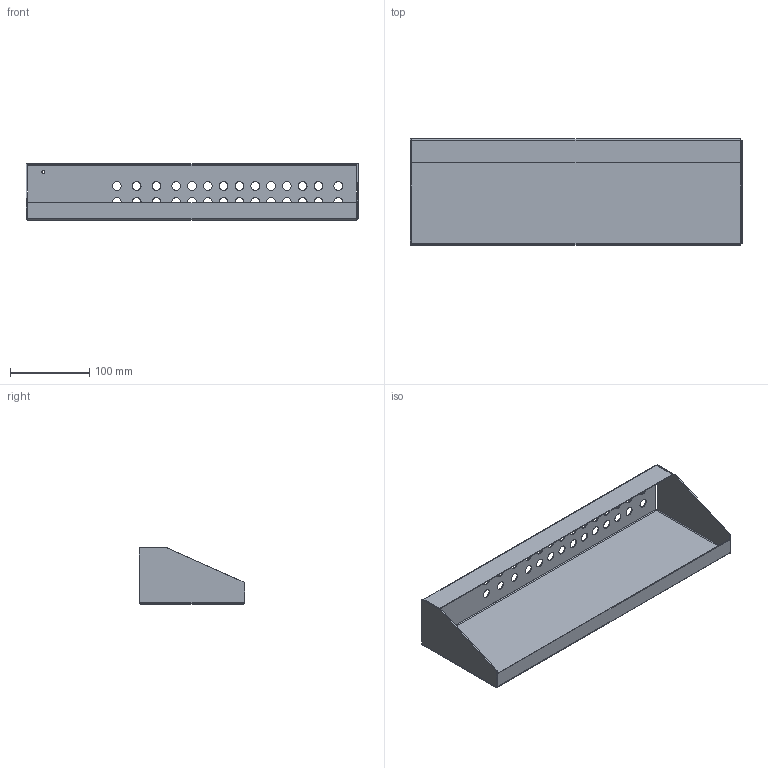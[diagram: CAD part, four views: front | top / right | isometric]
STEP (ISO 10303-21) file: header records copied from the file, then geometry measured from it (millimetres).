
FILE_DESCRIPTION(('FreeCAD Model'),'2;1');
FILE_NAME('Open CASCADE Shape Model','2023-01-14T20:28:59',(''),(''), 'Open CASCADE STEP processor 7.6','FreeCAD','Unknown');
FILE_SCHEMA(('AUTOMOTIVE_DESIGN { 1 0 10303 214 1 1 1 1 }'));
Length unit declared in the file: millimetre
Products named in the file (1): Body
Bounding box: 420 x 134 x 71 mm (x, y, z)
Volume: 116763.1 mm3; surface area: 236079.4 mm2
Topology: 1 solids, 1 shells, 74 faces, 196 edges, 124 vertices
Faces by surface type: cylinder 44, plane 30
Full cylindrical faces by diameter (mm): 4 x2, 11 x28
Entity records: 2450 total; most frequent: DIRECTION 434, CARTESIAN_POINT 395, ORIENTED_EDGE 392, EDGE_CURVE 196, AXIS2_PLACEMENT_3D 163, FACE_BOUND 134, EDGE_LOOP 134, VERTEX_POINT 124
